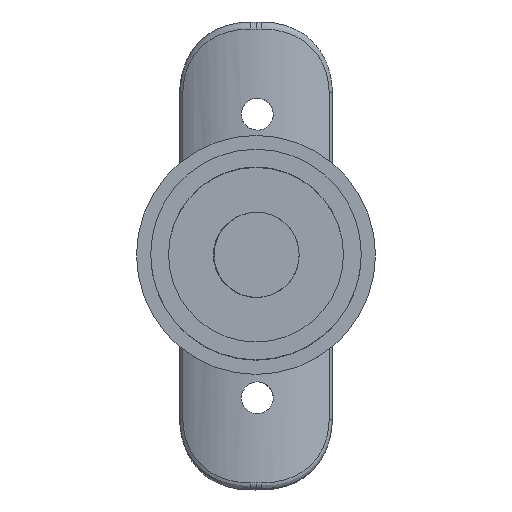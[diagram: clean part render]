
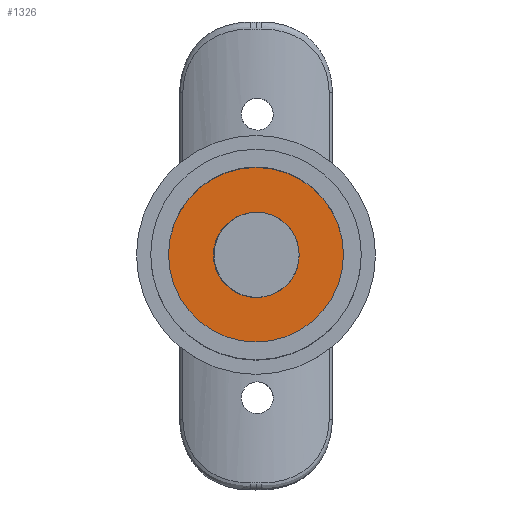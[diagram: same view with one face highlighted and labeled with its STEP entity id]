
A CAD part, top view. The second image highlights one B-rep face of the part: STEP entity #1326.
In plain terms, the highlighted planar face has unit normal (0, 0, 1).
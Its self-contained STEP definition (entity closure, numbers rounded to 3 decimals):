
#102 = EDGE_LOOP ( 'NONE', ( #1535, #644, #1763, #1949 ) ) ;
#174 = EDGE_CURVE ( 'NONE', #1246, #2209, #971, .T. ) ;
#254 = AXIS2_PLACEMENT_3D ( 'NONE', #2186, #968, #3172 ) ;
#351 = DIRECTION ( 'NONE',  ( 1., 0., 0. ) ) ;
#370 = AXIS2_PLACEMENT_3D ( 'NONE', #1992, #2996, #1773 ) ;
#535 = EDGE_CURVE ( 'NONE', #2564, #1246, #1757, .T. ) ;
#552 = CARTESIAN_POINT ( 'NONE',  ( -0.044, 6., 13.922 ) ) ;
#568 = ORIENTED_EDGE ( 'NONE', *, *, #1888, .F. ) ;
#600 = DIRECTION ( 'NONE',  ( -1., 0., 0. ) ) ;
#616 = CIRCLE ( 'NONE', #2659, 6. ) ;
#644 = ORIENTED_EDGE ( 'NONE', *, *, #535, .T. ) ;
#648 = CARTESIAN_POINT ( 'NONE',  ( -0.088, 0., 13.922 ) ) ;
#802 = CARTESIAN_POINT ( 'NONE',  ( 0., 0., 13.922 ) ) ;
#923 = CIRCLE ( 'NONE', #254, 12.339 ) ;
#968 = DIRECTION ( 'NONE',  ( 0., 0., -1. ) ) ;
#971 = CIRCLE ( 'NONE', #1395, 6. ) ;
#974 = AXIS2_PLACEMENT_3D ( 'NONE', #648, #1363, #2814 ) ;
#996 = VERTEX_POINT ( 'NONE', #3242 ) ;
#1246 = VERTEX_POINT ( 'NONE', #2862 ) ;
#1265 = CARTESIAN_POINT ( 'NONE',  ( -0.044, -6., 13.922 ) ) ;
#1326 = ADVANCED_FACE ( 'NONE', ( #2966, #2916 ), #1978, .T. ) ;
#1363 = DIRECTION ( 'NONE',  ( 0., 0., -1. ) ) ;
#1395 = AXIS2_PLACEMENT_3D ( 'NONE', #2842, #1821, #600 ) ;
#1448 = DIRECTION ( 'NONE',  ( -1., 0., 0. ) ) ;
#1455 = AXIS2_PLACEMENT_3D ( 'NONE', #2195, #3200, #1448 ) ;
#1513 = EDGE_CURVE ( 'NONE', #2597, #2209, #616, .T. ) ;
#1535 = ORIENTED_EDGE ( 'NONE', *, *, #3225, .F. ) ;
#1589 = CARTESIAN_POINT ( 'NONE',  ( 12.251, 0., 13.922 ) ) ;
#1720 = DIRECTION ( 'NONE',  ( 0., 0., 1. ) ) ;
#1757 = CIRCLE ( 'NONE', #974, 6. ) ;
#1763 = ORIENTED_EDGE ( 'NONE', *, *, #174, .T. ) ;
#1773 = DIRECTION ( 'NONE',  ( 1., 0., 0. ) ) ;
#1821 = DIRECTION ( 'NONE',  ( 0., 0., -1. ) ) ;
#1826 = CIRCLE ( 'NONE', #370, 6. ) ;
#1888 = EDGE_CURVE ( 'NONE', #2867, #996, #923, .T. ) ;
#1949 = ORIENTED_EDGE ( 'NONE', *, *, #1513, .F. ) ;
#1978 = PLANE ( 'NONE',  #2187 ) ;
#1992 = CARTESIAN_POINT ( 'NONE',  ( 0., 0., 13.922 ) ) ;
#2186 = CARTESIAN_POINT ( 'NONE',  ( -0.088, 0., 13.922 ) ) ;
#2187 = AXIS2_PLACEMENT_3D ( 'NONE', #3161, #1720, #2669 ) ;
#2195 = CARTESIAN_POINT ( 'NONE',  ( -0.088, 0., 13.922 ) ) ;
#2209 = VERTEX_POINT ( 'NONE', #552 ) ;
#2343 = EDGE_CURVE ( 'NONE', #996, #2867, #2437, .T. ) ;
#2437 = CIRCLE ( 'NONE', #1455, 12.339 ) ;
#2564 = VERTEX_POINT ( 'NONE', #1265 ) ;
#2597 = VERTEX_POINT ( 'NONE', #2838 ) ;
#2659 = AXIS2_PLACEMENT_3D ( 'NONE', #802, #3088, #351 ) ;
#2669 = DIRECTION ( 'NONE',  ( 1., 0., 0. ) ) ;
#2799 = EDGE_LOOP ( 'NONE', ( #3024, #568 ) ) ;
#2814 = DIRECTION ( 'NONE',  ( -1., 0., 0. ) ) ;
#2838 = CARTESIAN_POINT ( 'NONE',  ( 6., 0., 13.922 ) ) ;
#2842 = CARTESIAN_POINT ( 'NONE',  ( -0.088, 0., 13.922 ) ) ;
#2862 = CARTESIAN_POINT ( 'NONE',  ( -6.088, 0., 13.922 ) ) ;
#2867 = VERTEX_POINT ( 'NONE', #1589 ) ;
#2916 = FACE_OUTER_BOUND ( 'NONE', #2799, .T. ) ;
#2966 = FACE_BOUND ( 'NONE', #102, .T. ) ;
#2996 = DIRECTION ( 'NONE',  ( 0., 0., 1. ) ) ;
#3024 = ORIENTED_EDGE ( 'NONE', *, *, #2343, .F. ) ;
#3088 = DIRECTION ( 'NONE',  ( 0., 0., 1. ) ) ;
#3161 = CARTESIAN_POINT ( 'NONE',  ( -6.088, 0., 13.922 ) ) ;
#3172 = DIRECTION ( 'NONE',  ( -1., 0., 0. ) ) ;
#3200 = DIRECTION ( 'NONE',  ( 0., 0., -1. ) ) ;
#3225 = EDGE_CURVE ( 'NONE', #2564, #2597, #1826, .T. ) ;
#3242 = CARTESIAN_POINT ( 'NONE',  ( -12.427, 0., 13.922 ) ) ;
